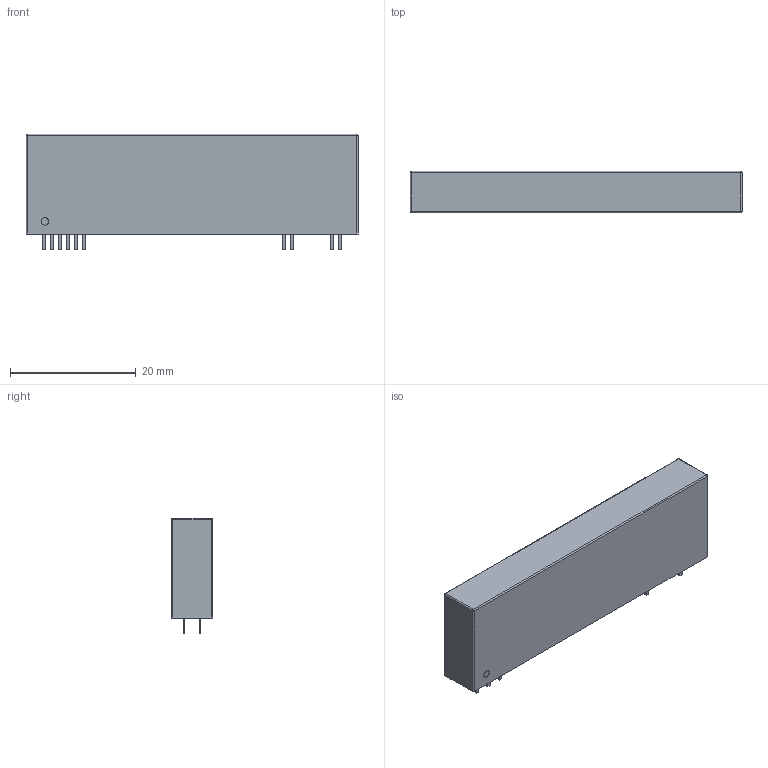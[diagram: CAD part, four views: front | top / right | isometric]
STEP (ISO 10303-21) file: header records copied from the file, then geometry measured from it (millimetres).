
FILE_DESCRIPTION((''),'2;1');
FILE_NAME('ANALOG-DEVICES_AD202KY.stp','2014-07-24T16:49:19',(''),(''),'Mechanical Desktop 2011','Mechanical Desktop 2011',', , ');
FILE_SCHEMA(('AUTOMOTIVE_DESIGN { 1 2 10303 214 1 1 1 1 }'));
Length unit declared in the file: millimetre
Products named in the file (1): Product
Bounding box: 52.8 x 6.6 x 18.44 mm (x, y, z)
Volume: 5542.5 mm3; surface area: 2614 mm2
Topology: 12 solids, 12 shells, 85 faces, 172 edges, 108 vertices
Faces by surface type: plane 69, cylinder 12, sphere 4
Entity records: 2198 total; most frequent: DIRECTION 364, CARTESIAN_POINT 362, ORIENTED_EDGE 336, EDGE_CURVE 168, VECTOR 144, LINE 144, AXIS2_PLACEMENT_3D 110, VERTEX_POINT 108
